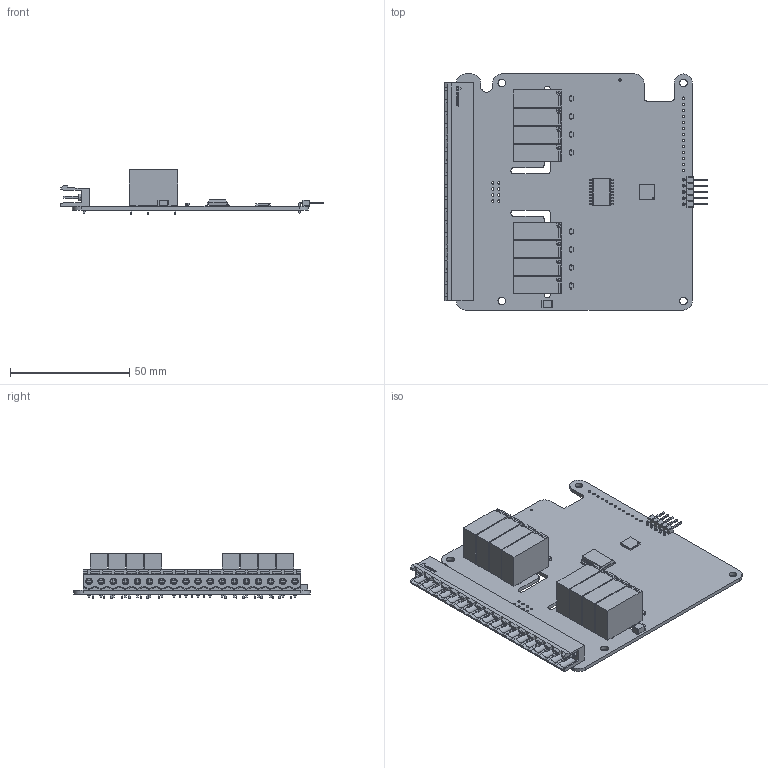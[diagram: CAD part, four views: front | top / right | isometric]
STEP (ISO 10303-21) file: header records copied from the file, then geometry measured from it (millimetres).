
FILE_DESCRIPTION(('KiCad electronic assembly'),'2;1');
FILE_NAME('PM-RQ8-base.step','2024-08-27T08:32:27',('Pcbnew'),('Kicad'), 'Open CASCADE STEP processor 7.6','KiCad to STEP converter','Unknown' );
FILE_SCHEMA(('AUTOMOTIVE_DESIGN { 1 0 10303 214 1 1 1 1 }'));
Length unit declared in the file: millimetre
Products named in the file (16): PM-RQ8-base 1; SOD-323_STM; part; G5NB-1A-E_DC12; G5NB_1A_E; QFN-28-1EP_6x6mm_P0.65mm_EP4.25x4.25mm; QFN-28-1EP_6x6mm_Pitch0.65mm; ULN2803A; DW18; 2EDGR-5.08-18P-14-100A(H); C_1812_4532Metric; PinHeader_1x05_P2.54mm_Horizontal; PinHeader_1x05_P254mm_Horizontal; PM-RQ8_PCB
Assembly tree (29 placements, depth 3):
  PM-RQ8-base 1
    SOD-323_STM  x8
      part
    G5NB-1A-E_DC12  x8
      G5NB_1A_E
    QFN-28-1EP_6x6mm_P0.65mm_EP4.25x4.25mm
      QFN-28-1EP_6x6mm_Pitch0.65mm
    ULN2803A
      DW18
    2EDGR-5.08-18P-14-100A(H)
      2EDGR-5.08-18P-14-100A(H)
    C_1812_4532Metric
      C_1812_4532Metric
    PinHeader_1x05_P2.54mm_Horizontal
      PinHeader_1x05_P254mm_Horizontal
    PM-RQ8_PCB
Bounding box: 110.21 x 99.06 x 18.7 mm (x, y, z)
Volume: 36984.1 mm3; surface area: 36225.7 mm2
Topology: 64 solids, 64 shells, 2573 faces, 6806 edges, 4487 vertices
Faces by surface type: plane 1983, cylinder 500, bspline 54, cone 36
Full cylindrical faces by diameter (mm): 0.09 x8, 0.5 x1, 1 x27, 1.1 x32, 1.7 x18, 3.2 x4
Entity records: 68315 total; most frequent: CARTESIAN_POINT 17551, ORIENTED_EDGE 10350, DIRECTION 8923, EDGE_CURVE 5175, LINE 3819, VECTOR 3819, VERTEX_POINT 3409, AXIS2_PLACEMENT_3D 2552
